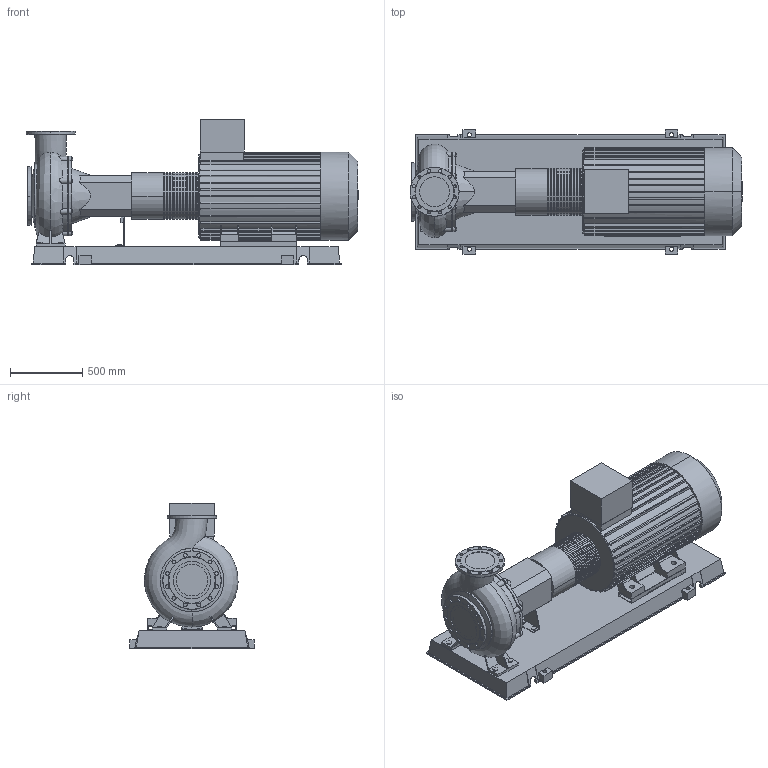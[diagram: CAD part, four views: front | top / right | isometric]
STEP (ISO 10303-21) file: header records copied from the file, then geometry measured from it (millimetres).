
FILE_DESCRIPTION((''),'2;1');
FILE_NAME('3d_NLG200_450-200_4-4452607.stp','2013-10-24T10:30:21',(''),(''),'Mechanical Desktop 2009','Mechanical Desktop 2009',', , ');
FILE_SCHEMA(('CONFIG_CONTROL_DESIGN'));
Length unit declared in the file: millimetre
Products named in the file (1): Product
Bounding box: 2296.5 x 860 x 1003 mm (x, y, z)
Volume: 506569339.1 mm3; surface area: 12324996.9 mm2
Topology: 12 solids, 12 shells, 848 faces, 2230 edges, 1462 vertices
Faces by surface type: plane 392, cylinder 221, bspline 209, torus 14, cone 12
Entity records: 31696 total; most frequent: CARTESIAN_POINT 10763, ORIENTED_EDGE 4462, DIRECTION 4081, EDGE_CURVE 2231, VERTEX_POINT 1462, VECTOR 1397, LINE 1397, AXIS2_PLACEMENT_3D 1342
